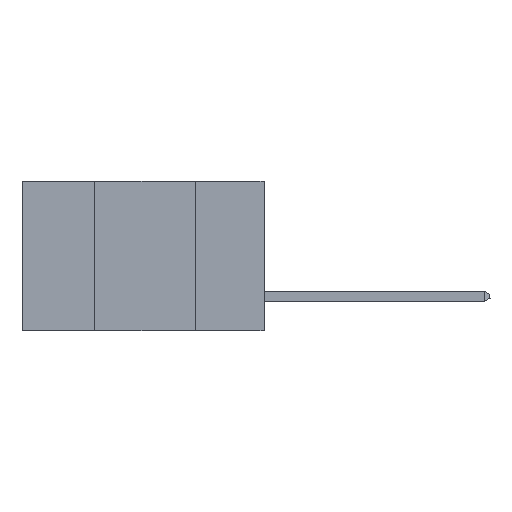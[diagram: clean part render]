
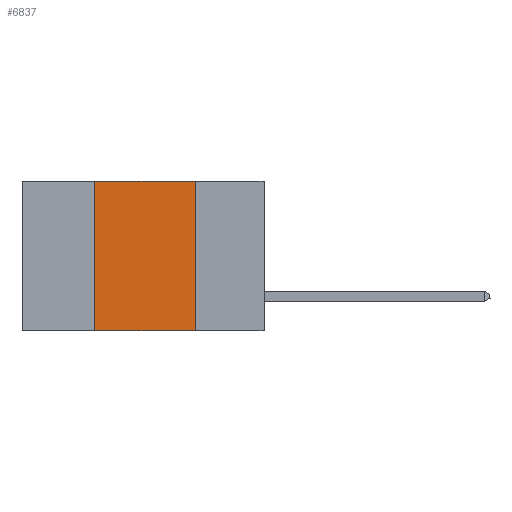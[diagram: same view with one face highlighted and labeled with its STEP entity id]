
A CAD part, left-side view. The second image highlights one B-rep face of the part: STEP entity #6837.
In plain terms, the highlighted planar face has unit normal (-1, 0, 0).
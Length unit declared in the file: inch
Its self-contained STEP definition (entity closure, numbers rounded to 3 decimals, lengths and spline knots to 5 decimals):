
#577 = ORIENTED_EDGE ( 'NONE', *, *, #12659, .F. ) ;
#1014 = DIRECTION ( 'NONE',  ( 0., 0., -1. ) ) ;
#1457 = EDGE_CURVE ( 'NONE', #20511, #18780, #5134, .T. ) ;
#1507 = DIRECTION ( 'NONE',  ( 1., 0., 0. ) ) ;
#2639 = ORIENTED_EDGE ( 'NONE', *, *, #10719, .F. ) ;
#3128 = DIRECTION ( 'NONE',  ( 0., 0., -1. ) ) ;
#3372 = FACE_OUTER_BOUND ( 'NONE', #9163, .T. ) ;
#3878 = CARTESIAN_POINT ( 'NONE',  ( 0., 0.17, -0.37 ) ) ;
#4334 = CARTESIAN_POINT ( 'NONE',  ( 0., 0.17, 0. ) ) ;
#5134 = LINE ( 'NONE', #9023, #19725 ) ;
#5313 = AXIS2_PLACEMENT_3D ( 'NONE', #19217, #1507, #3128 ) ;
#6837 = ADVANCED_FACE ( 'NONE', ( #3372 ), #15756, .F. ) ;
#7709 = EDGE_CURVE ( 'NONE', #15772, #18780, #14627, .T. ) ;
#9023 = CARTESIAN_POINT ( 'NONE',  ( 0., 0.6, -0.37 ) ) ;
#9163 = EDGE_LOOP ( 'NONE', ( #21043, #2639, #577, #12994 ) ) ;
#9518 = CARTESIAN_POINT ( 'NONE',  ( 0., 0.42, -0.37 ) ) ;
#9941 = VECTOR ( 'NONE', #1014, 39.37008 ) ;
#10719 = EDGE_CURVE ( 'NONE', #19060, #15772, #20790, .T. ) ;
#12659 = EDGE_CURVE ( 'NONE', #20511, #19060, #18798, .T. ) ;
#12685 = DIRECTION ( 'NONE',  ( 0., 0., 1. ) ) ;
#12994 = ORIENTED_EDGE ( 'NONE', *, *, #1457, .T. ) ;
#14627 = LINE ( 'NONE', #4334, #9941 ) ;
#15756 = PLANE ( 'NONE',  #5313 ) ;
#15772 = VERTEX_POINT ( 'NONE', #18479 ) ;
#16131 = VECTOR ( 'NONE', #22140, 39.37008 ) ;
#17155 = CARTESIAN_POINT ( 'NONE',  ( 0., 0.6, 0. ) ) ;
#18479 = CARTESIAN_POINT ( 'NONE',  ( 0., 0.17, 0. ) ) ;
#18704 = CARTESIAN_POINT ( 'NONE',  ( 0., 0.42, 0. ) ) ;
#18780 = VERTEX_POINT ( 'NONE', #3878 ) ;
#18798 = LINE ( 'NONE', #19608, #19072 ) ;
#19060 = VERTEX_POINT ( 'NONE', #18704 ) ;
#19072 = VECTOR ( 'NONE', #12685, 39.37008 ) ;
#19217 = CARTESIAN_POINT ( 'NONE',  ( 0., 0.6, 0. ) ) ;
#19608 = CARTESIAN_POINT ( 'NONE',  ( 0., 0.42, 0. ) ) ;
#19686 = DIRECTION ( 'NONE',  ( 0., -1., 0. ) ) ;
#19725 = VECTOR ( 'NONE', #19686, 39.37008 ) ;
#20511 = VERTEX_POINT ( 'NONE', #9518 ) ;
#20790 = LINE ( 'NONE', #17155, #16131 ) ;
#21043 = ORIENTED_EDGE ( 'NONE', *, *, #7709, .F. ) ;
#22140 = DIRECTION ( 'NONE',  ( 0., -1., 0. ) ) ;
